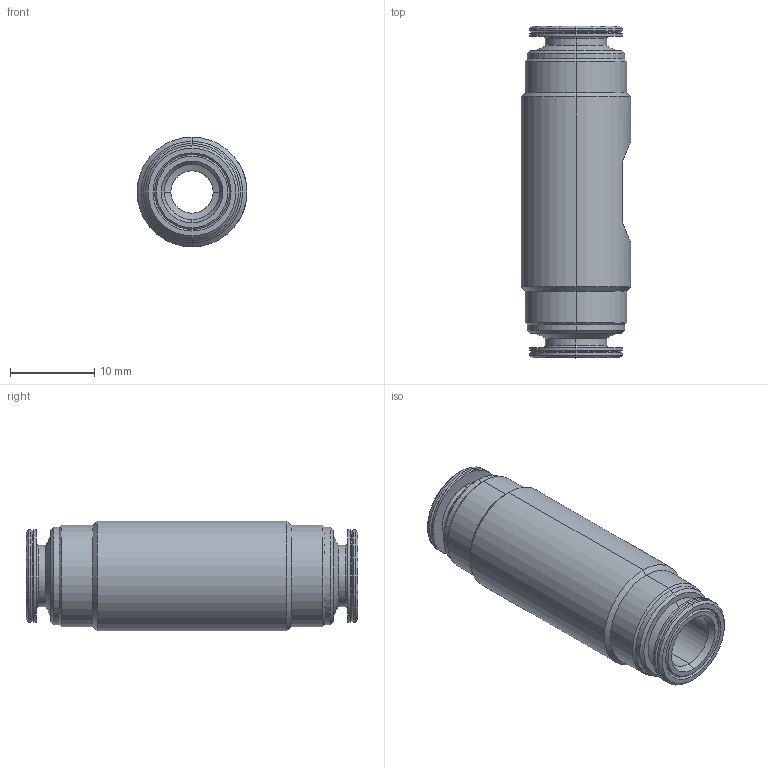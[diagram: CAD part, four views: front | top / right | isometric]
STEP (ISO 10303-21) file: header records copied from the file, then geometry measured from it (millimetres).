
FILE_DESCRIPTION (( 'STEP AP203' ), '1' );
FILE_NAME ('MM503030.STEP', '2010-08-06T08:05:53', ( '' ), ( 'sopra-pneumatic' ), 'SwSTEP 2.0', 'SolidWorks 2009', '' );
FILE_SCHEMA (( 'CONFIG_CONTROL_DESIGN' ));
Length unit declared in the file: millimetre
Products named in the file (1): MM503030
Bounding box: 13 x 39.3 x 13 mm (x, y, z)
Volume: 3275.8 mm3; surface area: 2643.1 mm2
Topology: 1 solids, 1 shells, 95 faces, 200 edges, 114 vertices
Faces by surface type: cone 48, cylinder 34, plane 9, torus 4
Entity records: 2705 total; most frequent: CARTESIAN_POINT 514, DIRECTION 502, ORIENTED_EDGE 400, AXIS2_PLACEMENT_3D 210, EDGE_CURVE 200, VERTEX_POINT 114, CIRCLE 114, EDGE_LOOP 106
